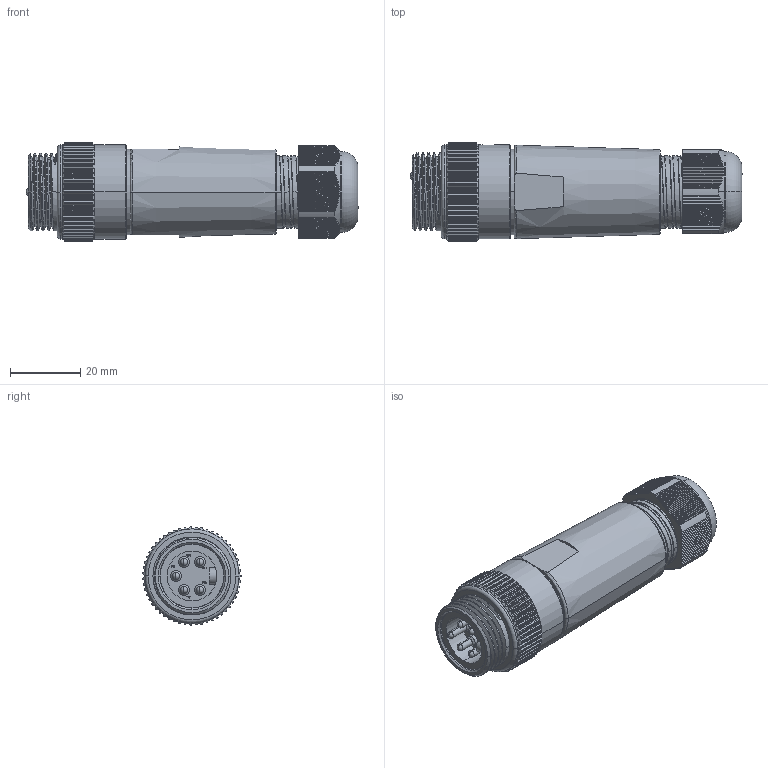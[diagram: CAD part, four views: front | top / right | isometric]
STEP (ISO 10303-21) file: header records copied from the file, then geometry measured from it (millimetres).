
FILE_DESCRIPTION (( 'STEP AP214' ), '1' );
FILE_NAME ('ZP-S1-5MPM-FW.step', '2016-03-08T22:14:19', ( '' ), ( '' ), 'SwSTEP 2.0', 'SolidWorks 2015', '' );
FILE_SCHEMA (( 'AUTOMOTIVE_DESIGN' ));
Length unit declared in the file: millimetre
Products named in the file (1): ZP-S1-5MPM-FW
Bounding box: 94.64 x 27.98 x 27.99 mm (x, y, z)
Volume: 41367.4 mm3; surface area: 15878.5 mm2
Topology: 9 solids, 9 shells, 878 faces, 2503 edges, 1650 vertices
Faces by surface type: plane 468, cylinder 324, bspline 39, cone 22, torus 15, sphere 10
Entity records: 35139 total; most frequent: CARTESIAN_POINT 14217, ORIENTED_EDGE 4966, DIRECTION 3409, EDGE_CURVE 2483, VERTEX_POINT 1640, VECTOR 1163, LINE 1163, AXIS2_PLACEMENT_3D 1123
